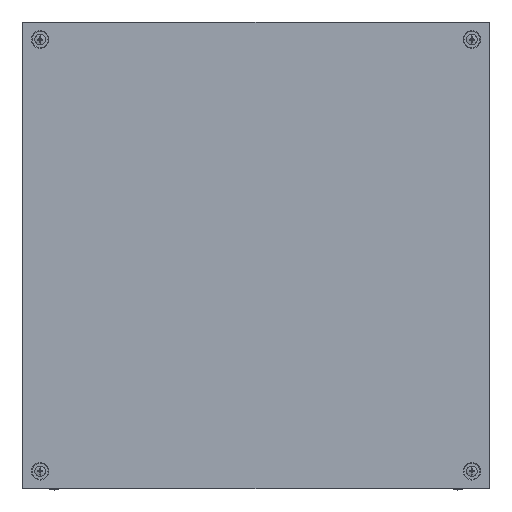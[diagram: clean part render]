
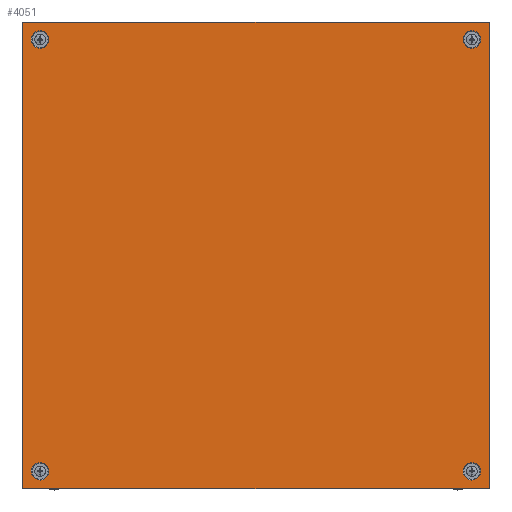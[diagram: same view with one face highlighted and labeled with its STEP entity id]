
A CAD part, top view. The second image highlights one B-rep face of the part: STEP entity #4051.
In plain terms, the highlighted planar face has unit normal (0, 0, 1).
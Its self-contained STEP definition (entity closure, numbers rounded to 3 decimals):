
#157 = ORIENTED_EDGE ( 'NONE', *, *, #6224, .F. ) ;
#249 = DIRECTION ( 'NONE',  ( 1., 0., 0. ) ) ;
#350 = ORIENTED_EDGE ( 'NONE', *, *, #18113, .T. ) ;
#667 = CARTESIAN_POINT ( 'NONE',  ( 377.5, 15., 0. ) ) ;
#867 = ORIENTED_EDGE ( 'NONE', *, *, #8137, .F. ) ;
#923 = DIRECTION ( 'NONE',  ( 1., 0., 0. ) ) ;
#1171 = AXIS2_PLACEMENT_3D ( 'NONE', #3085, #1283, #19952 ) ;
#1283 = DIRECTION ( 'NONE',  ( 0., 0., 1. ) ) ;
#1343 = PLANE ( 'NONE',  #2774 ) ;
#1507 = DIRECTION ( 'NONE',  ( 1., 0., 0. ) ) ;
#1563 = FACE_BOUND ( 'NONE', #15830, .T. ) ;
#1718 = VERTEX_POINT ( 'NONE', #16525 ) ;
#1772 = ORIENTED_EDGE ( 'NONE', *, *, #15227, .F. ) ;
#2023 = EDGE_CURVE ( 'NONE', #11653, #1718, #19197, .T. ) ;
#2675 = EDGE_LOOP ( 'NONE', ( #5319, #350, #7141, #20022 ) ) ;
#2774 = AXIS2_PLACEMENT_3D ( 'NONE', #9755, #3256, #15390 ) ;
#2931 = FACE_BOUND ( 'NONE', #19789, .T. ) ;
#2994 = VECTOR ( 'NONE', #3139, 1000. ) ;
#3085 = CARTESIAN_POINT ( 'NONE',  ( 385., 15., 0. ) ) ;
#3139 = DIRECTION ( 'NONE',  ( 1., 0., 0. ) ) ;
#3256 = DIRECTION ( 'NONE',  ( 0., 0., -1. ) ) ;
#3351 = CARTESIAN_POINT ( 'NONE',  ( 392.5, 385., 0. ) ) ;
#3361 = EDGE_CURVE ( 'NONE', #13085, #3372, #18582, .T. ) ;
#3372 = VERTEX_POINT ( 'NONE', #17173 ) ;
#3567 = AXIS2_PLACEMENT_3D ( 'NONE', #19677, #11122, #923 ) ;
#3665 = ORIENTED_EDGE ( 'NONE', *, *, #17021, .F. ) ;
#3720 = EDGE_CURVE ( 'NONE', #12933, #18264, #15002, .T. ) ;
#4051 = ADVANCED_FACE ( 'NONE', ( #18713, #1563, #2931, #22003, #11668 ), #1343, .F. ) ;
#4172 = VECTOR ( 'NONE', #20252, 1000. ) ;
#4222 = DIRECTION ( 'NONE',  ( -1., 0., 0. ) ) ;
#4848 = CARTESIAN_POINT ( 'NONE',  ( 0., 0., 0. ) ) ;
#4922 = CARTESIAN_POINT ( 'NONE',  ( 0., 0., 0. ) ) ;
#5085 = DIRECTION ( 'NONE',  ( 0., 0., 1. ) ) ;
#5291 = ORIENTED_EDGE ( 'NONE', *, *, #3361, .F. ) ;
#5319 = ORIENTED_EDGE ( 'NONE', *, *, #2023, .T. ) ;
#5714 = CIRCLE ( 'NONE', #3567, 7.5 ) ;
#6087 = CARTESIAN_POINT ( 'NONE',  ( 385., 385., 0. ) ) ;
#6224 = EDGE_CURVE ( 'NONE', #12473, #7072, #15230, .T. ) ;
#6430 = EDGE_CURVE ( 'NONE', #18946, #17319, #17808, .T. ) ;
#6607 = VECTOR ( 'NONE', #4222, 1000. ) ;
#6675 = DIRECTION ( 'NONE',  ( 0., 0., 1. ) ) ;
#6888 = EDGE_LOOP ( 'NONE', ( #5291, #867 ) ) ;
#7072 = VERTEX_POINT ( 'NONE', #11309 ) ;
#7141 = ORIENTED_EDGE ( 'NONE', *, *, #3720, .T. ) ;
#7682 = DIRECTION ( 'NONE',  ( 0., 0., 1. ) ) ;
#7775 = AXIS2_PLACEMENT_3D ( 'NONE', #21111, #5085, #1507 ) ;
#7992 = ORIENTED_EDGE ( 'NONE', *, *, #15932, .F. ) ;
#8045 = EDGE_LOOP ( 'NONE', ( #3665, #1772 ) ) ;
#8137 = EDGE_CURVE ( 'NONE', #3372, #13085, #15592, .T. ) ;
#8242 = AXIS2_PLACEMENT_3D ( 'NONE', #6087, #11240, #9561 ) ;
#8888 = CARTESIAN_POINT ( 'NONE',  ( 400., 0., 0. ) ) ;
#9036 = LINE ( 'NONE', #17552, #6607 ) ;
#9468 = AXIS2_PLACEMENT_3D ( 'NONE', #20307, #21768, #20423 ) ;
#9547 = DIRECTION ( 'NONE',  ( 1., 0., 0. ) ) ;
#9561 = DIRECTION ( 'NONE',  ( 1., 0., 0. ) ) ;
#9755 = CARTESIAN_POINT ( 'NONE',  ( 0., 0., 0. ) ) ;
#11047 = CARTESIAN_POINT ( 'NONE',  ( 392.5, 15., 0. ) ) ;
#11122 = DIRECTION ( 'NONE',  ( 0., 0., 1. ) ) ;
#11240 = DIRECTION ( 'NONE',  ( 0., 0., 1. ) ) ;
#11309 = CARTESIAN_POINT ( 'NONE',  ( 7.5, 385., 0. ) ) ;
#11493 = DIRECTION ( 'NONE',  ( 0., 0., 1. ) ) ;
#11653 = VERTEX_POINT ( 'NONE', #17758 ) ;
#11668 = FACE_OUTER_BOUND ( 'NONE', #2675, .T. ) ;
#12316 = VERTEX_POINT ( 'NONE', #11047 ) ;
#12473 = VERTEX_POINT ( 'NONE', #13765 ) ;
#12484 = DIRECTION ( 'NONE',  ( 0., 1., 0. ) ) ;
#12584 = VECTOR ( 'NONE', #12484, 1000. ) ;
#12615 = EDGE_CURVE ( 'NONE', #17319, #18946, #18023, .T. ) ;
#12933 = VERTEX_POINT ( 'NONE', #19969 ) ;
#12963 = CIRCLE ( 'NONE', #19113, 7.5 ) ;
#13085 = VERTEX_POINT ( 'NONE', #17643 ) ;
#13765 = CARTESIAN_POINT ( 'NONE',  ( 22.5, 385., 0. ) ) ;
#14670 = VERTEX_POINT ( 'NONE', #667 ) ;
#14897 = AXIS2_PLACEMENT_3D ( 'NONE', #17853, #7682, #9547 ) ;
#15002 = LINE ( 'NONE', #4848, #4172 ) ;
#15227 = EDGE_CURVE ( 'NONE', #14670, #12316, #5714, .T. ) ;
#15230 = CIRCLE ( 'NONE', #19235, 7.5 ) ;
#15390 = DIRECTION ( 'NONE',  ( -1., 0., 0. ) ) ;
#15592 = CIRCLE ( 'NONE', #9468, 7.5 ) ;
#15830 = EDGE_LOOP ( 'NONE', ( #17014, #18422 ) ) ;
#15932 = EDGE_CURVE ( 'NONE', #7072, #12473, #12963, .T. ) ;
#16525 = CARTESIAN_POINT ( 'NONE',  ( 400., 400., 0. ) ) ;
#16734 = DIRECTION ( 'NONE',  ( 1., 0., 0. ) ) ;
#17014 = ORIENTED_EDGE ( 'NONE', *, *, #12615, .F. ) ;
#17021 = EDGE_CURVE ( 'NONE', #12316, #14670, #18817, .T. ) ;
#17077 = CARTESIAN_POINT ( 'NONE',  ( 15., 385., 0. ) ) ;
#17173 = CARTESIAN_POINT ( 'NONE',  ( 7.5, 15., 0. ) ) ;
#17319 = VERTEX_POINT ( 'NONE', #3351 ) ;
#17374 = EDGE_CURVE ( 'NONE', #18264, #11653, #21992, .T. ) ;
#17552 = CARTESIAN_POINT ( 'NONE',  ( 0., 400., 0. ) ) ;
#17643 = CARTESIAN_POINT ( 'NONE',  ( 22.5, 15., 0. ) ) ;
#17758 = CARTESIAN_POINT ( 'NONE',  ( 400., 0., 0. ) ) ;
#17808 = CIRCLE ( 'NONE', #14897, 7.5 ) ;
#17853 = CARTESIAN_POINT ( 'NONE',  ( 385., 385., 0. ) ) ;
#18006 = CARTESIAN_POINT ( 'NONE',  ( 15., 385., 0. ) ) ;
#18023 = CIRCLE ( 'NONE', #8242, 7.5 ) ;
#18113 = EDGE_CURVE ( 'NONE', #1718, #12933, #9036, .T. ) ;
#18264 = VERTEX_POINT ( 'NONE', #20499 ) ;
#18422 = ORIENTED_EDGE ( 'NONE', *, *, #6430, .F. ) ;
#18582 = CIRCLE ( 'NONE', #7775, 7.5 ) ;
#18713 = FACE_BOUND ( 'NONE', #8045, .T. ) ;
#18817 = CIRCLE ( 'NONE', #1171, 7.5 ) ;
#18946 = VERTEX_POINT ( 'NONE', #20526 ) ;
#19113 = AXIS2_PLACEMENT_3D ( 'NONE', #17077, #6675, #249 ) ;
#19197 = LINE ( 'NONE', #8888, #12584 ) ;
#19235 = AXIS2_PLACEMENT_3D ( 'NONE', #18006, #11493, #16734 ) ;
#19677 = CARTESIAN_POINT ( 'NONE',  ( 385., 15., 0. ) ) ;
#19789 = EDGE_LOOP ( 'NONE', ( #157, #7992 ) ) ;
#19952 = DIRECTION ( 'NONE',  ( 1., 0., 0. ) ) ;
#19969 = CARTESIAN_POINT ( 'NONE',  ( 0., 400., 0. ) ) ;
#20022 = ORIENTED_EDGE ( 'NONE', *, *, #17374, .T. ) ;
#20252 = DIRECTION ( 'NONE',  ( 0., -1., 0. ) ) ;
#20307 = CARTESIAN_POINT ( 'NONE',  ( 15., 15., 0. ) ) ;
#20423 = DIRECTION ( 'NONE',  ( 1., 0., 0. ) ) ;
#20499 = CARTESIAN_POINT ( 'NONE',  ( 0., 0., 0. ) ) ;
#20526 = CARTESIAN_POINT ( 'NONE',  ( 377.5, 385., 0. ) ) ;
#21111 = CARTESIAN_POINT ( 'NONE',  ( 15., 15., 0. ) ) ;
#21768 = DIRECTION ( 'NONE',  ( 0., 0., 1. ) ) ;
#21992 = LINE ( 'NONE', #4922, #2994 ) ;
#22003 = FACE_BOUND ( 'NONE', #6888, .T. ) ;
